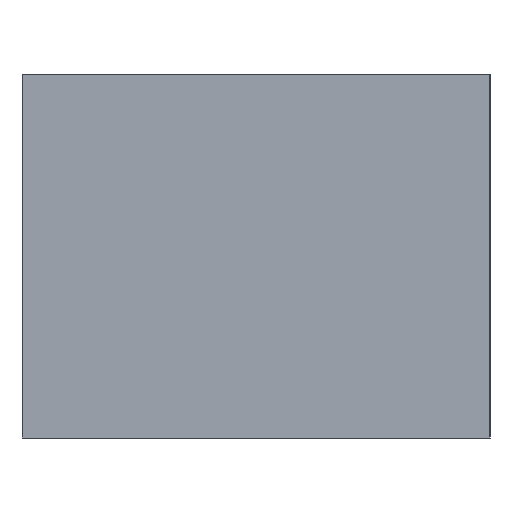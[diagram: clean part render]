
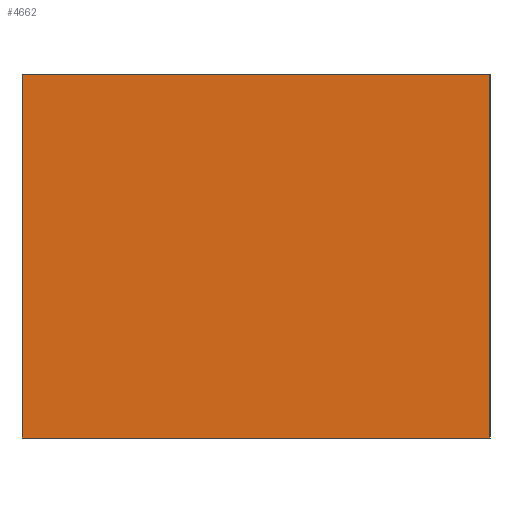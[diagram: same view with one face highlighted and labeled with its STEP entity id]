
A CAD part, left-side view. The second image highlights one B-rep face of the part: STEP entity #4662.
In plain terms, the highlighted planar face has unit normal (-1, 0, 0).
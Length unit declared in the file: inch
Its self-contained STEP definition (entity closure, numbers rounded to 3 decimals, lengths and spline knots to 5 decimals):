
#469=PLANE('',#5003);
#733=FACE_OUTER_BOUND('',#1011,.T.);
#1011=EDGE_LOOP('',(#4168,#4169,#4170,#4171));
#1264=LINE('',#26065,#1526);
#1273=LINE('',#26080,#1535);
#1275=LINE('',#26084,#1537);
#1276=LINE('',#26085,#1538);
#1526=VECTOR('',#5893,0.3937);
#1535=VECTOR('',#5908,0.3937);
#1537=VECTOR('',#5912,0.3937);
#1538=VECTOR('',#5913,0.3937);
#2076=VERTEX_POINT('',#26062);
#2077=VERTEX_POINT('',#26064);
#2080=VERTEX_POINT('',#26078);
#2081=VERTEX_POINT('',#26083);
#2774=EDGE_CURVE('',#2077,#2076,#1264,.T.);
#2783=EDGE_CURVE('',#2076,#2080,#1273,.T.);
#2785=EDGE_CURVE('',#2080,#2081,#1275,.T.);
#2786=EDGE_CURVE('',#2081,#2077,#1276,.T.);
#4168=ORIENTED_EDGE('',*,*,#2774,.T.);
#4169=ORIENTED_EDGE('',*,*,#2783,.T.);
#4170=ORIENTED_EDGE('',*,*,#2785,.T.);
#4171=ORIENTED_EDGE('',*,*,#2786,.T.);
#4662=ADVANCED_FACE('',(#733),#469,.T.);
#5003=AXIS2_PLACEMENT_3D('',#26082,#5910,#5911);
#5893=DIRECTION('',(0.,0.,-1.));
#5908=DIRECTION('',(0.,-1.,0.));
#5910=DIRECTION('center_axis',(-1.,0.,0.));
#5911=DIRECTION('ref_axis',(0.,0.,1.));
#5912=DIRECTION('',(0.,0.,1.));
#5913=DIRECTION('',(0.,1.,0.));
#26062=CARTESIAN_POINT('',(-3.5,1.26,-0.98));
#26064=CARTESIAN_POINT('',(-3.5,1.26,0.98));
#26065=CARTESIAN_POINT('',(-3.5,1.26,0.98));
#26078=CARTESIAN_POINT('',(-3.5,-1.26,-0.98));
#26080=CARTESIAN_POINT('',(-3.5,1.26,-0.98));
#26082=CARTESIAN_POINT('Origin',(-3.5,0.,0.));
#26083=CARTESIAN_POINT('',(-3.5,-1.26,0.98));
#26084=CARTESIAN_POINT('',(-3.5,-1.26,-0.98));
#26085=CARTESIAN_POINT('',(-3.5,-1.26,0.98));
